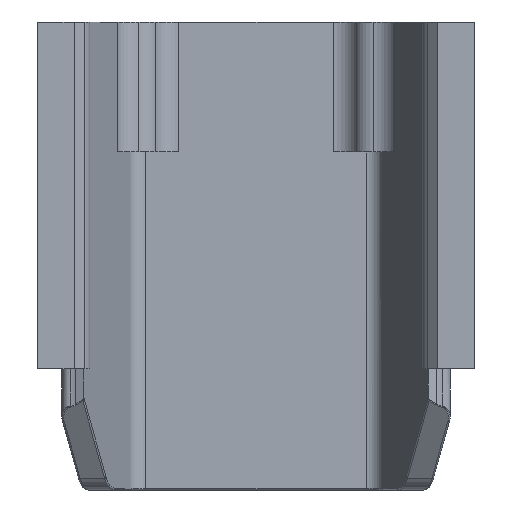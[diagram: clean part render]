
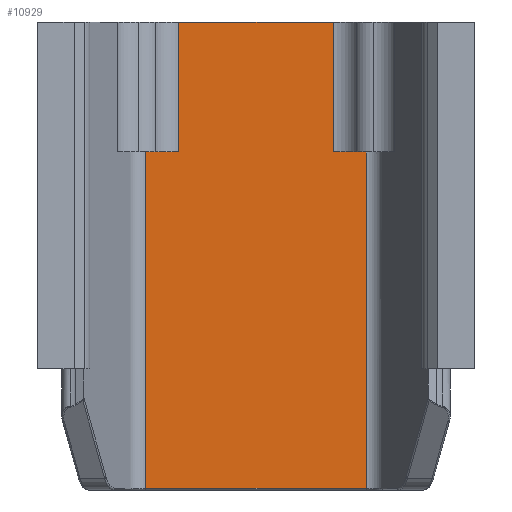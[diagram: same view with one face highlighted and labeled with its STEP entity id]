
A CAD part, front view. The second image highlights one B-rep face of the part: STEP entity #10929.
In plain terms, the highlighted planar face has unit normal (0, -1, 0).
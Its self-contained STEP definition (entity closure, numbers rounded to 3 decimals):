
#87=PLANE('',#11609);
#663=FACE_OUTER_BOUND('',#1249,.T.);
#1249=EDGE_LOOP('',(#9787,#9788,#9789,#9790,#9791,#9792,#9793,#9794,#9795));
#2869=LINE('',#36702,#3467);
#2872=LINE('',#39144,#3470);
#2932=LINE('',#46234,#3530);
#2933=LINE('',#46237,#3531);
#2934=LINE('',#46241,#3532);
#2935=LINE('',#46244,#3533);
#2942=LINE('',#46290,#3540);
#2943=LINE('',#46296,#3541);
#2944=LINE('',#46297,#3542);
#3467=VECTOR('',#13187,10.);
#3470=VECTOR('',#13210,10.);
#3530=VECTOR('',#13476,10.);
#3531=VECTOR('',#13479,10.);
#3532=VECTOR('',#13484,10.);
#3533=VECTOR('',#13489,10.);
#3540=VECTOR('',#13520,10.);
#3541=VECTOR('',#13531,10.);
#3542=VECTOR('',#13532,10.);
#4309=VERTEX_POINT('',#28637);
#4593=VERTEX_POINT('',#36699);
#4594=VERTEX_POINT('',#36701);
#4603=VERTEX_POINT('',#39142);
#4654=VERTEX_POINT('',#46145);
#4671=VERTEX_POINT('',#46232);
#4672=VERTEX_POINT('',#46236);
#4673=VERTEX_POINT('',#46240);
#4680=VERTEX_POINT('',#46289);
#6215=EDGE_CURVE('',#4594,#4593,#2869,.T.);
#6238=EDGE_CURVE('',#4309,#4603,#2872,.T.);
#6368=EDGE_CURVE('',#4671,#4654,#2932,.T.);
#6369=EDGE_CURVE('',#4654,#4672,#2933,.T.);
#6371=EDGE_CURVE('',#4673,#4672,#2934,.T.);
#6373=EDGE_CURVE('',#4593,#4673,#2935,.T.);
#6386=EDGE_CURVE('',#4680,#4309,#2942,.T.);
#6389=EDGE_CURVE('',#4594,#4603,#2943,.T.);
#6390=EDGE_CURVE('',#4680,#4671,#2944,.T.);
#9787=ORIENTED_EDGE('',*,*,#6386,.T.);
#9788=ORIENTED_EDGE('',*,*,#6238,.T.);
#9789=ORIENTED_EDGE('',*,*,#6389,.F.);
#9790=ORIENTED_EDGE('',*,*,#6215,.T.);
#9791=ORIENTED_EDGE('',*,*,#6373,.T.);
#9792=ORIENTED_EDGE('',*,*,#6371,.T.);
#9793=ORIENTED_EDGE('',*,*,#6369,.F.);
#9794=ORIENTED_EDGE('',*,*,#6368,.F.);
#9795=ORIENTED_EDGE('',*,*,#6390,.F.);
#10929=ADVANCED_FACE('',(#663),#87,.T.);
#11609=AXIS2_PLACEMENT_3D('',#46295,#13529,#13530);
#13187=DIRECTION('',(-1.,0.,0.));
#13210=DIRECTION('',(-1.,0.,0.));
#13476=DIRECTION('',(-1.,0.,0.));
#13479=DIRECTION('',(0.,0.,1.));
#13484=DIRECTION('',(-1.,0.,0.));
#13489=DIRECTION('',(0.,0.,-1.));
#13520=DIRECTION('',(-1.,0.,0.));
#13529=DIRECTION('center_axis',(0.,-1.,0.));
#13530=DIRECTION('ref_axis',(-1.,0.,0.));
#13531=DIRECTION('',(0.,0.,-1.));
#13532=DIRECTION('',(0.,0.,-1.));
#28637=CARTESIAN_POINT('',(11.7,58.893,-15.));
#36699=CARTESIAN_POINT('',(-9.715,58.893,0.));
#36701=CARTESIAN_POINT('',(8.103,58.893,0.));
#36702=CARTESIAN_POINT('',(8.103,58.893,0.));
#39142=CARTESIAN_POINT('',(8.103,58.893,-15.));
#39144=CARTESIAN_POINT('',(-14.225,58.893,-15.));
#46145=CARTESIAN_POINT('',(-13.507,58.893,-53.8));
#46232=CARTESIAN_POINT('',(11.896,58.893,-53.8));
#46234=CARTESIAN_POINT('',(3.61,58.893,-53.8));
#46236=CARTESIAN_POINT('',(-13.507,58.893,-15.));
#46237=CARTESIAN_POINT('',(-13.507,58.893,0.));
#46240=CARTESIAN_POINT('',(-9.715,58.893,-15.));
#46241=CARTESIAN_POINT('',(-3.199,58.893,-15.));
#46244=CARTESIAN_POINT('',(-9.715,58.893,0.));
#46289=CARTESIAN_POINT('',(11.896,58.893,-15.));
#46290=CARTESIAN_POINT('',(-14.225,58.893,-15.));
#46295=CARTESIAN_POINT('Origin',(8.103,58.893,0.));
#46296=CARTESIAN_POINT('',(8.103,58.893,0.));
#46297=CARTESIAN_POINT('',(11.896,58.893,0.));
